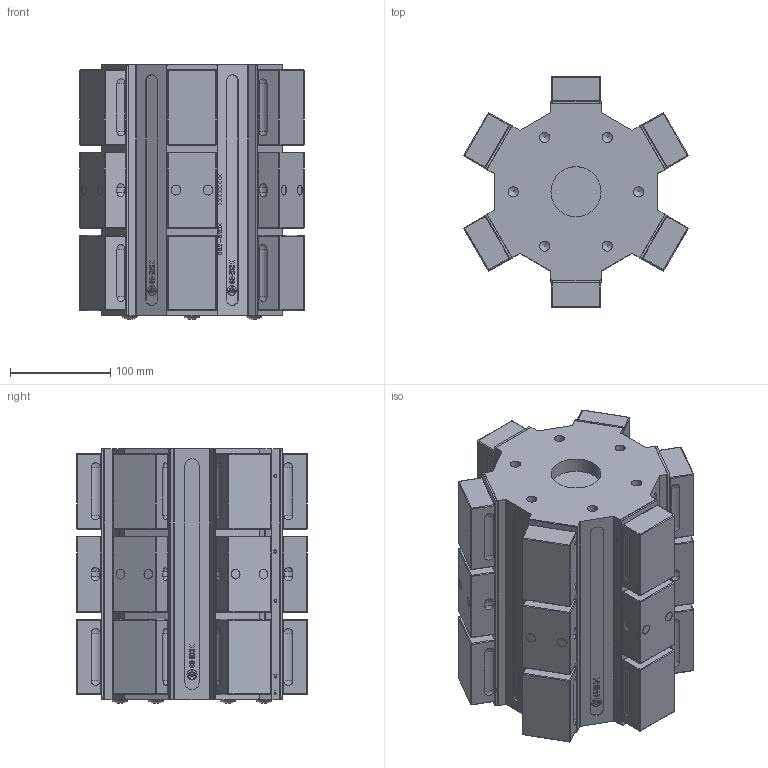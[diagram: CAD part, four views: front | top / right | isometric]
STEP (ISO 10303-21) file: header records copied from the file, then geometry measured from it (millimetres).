
FILE_DESCRIPTION((''),'2;1');
FILE_NAME('082-6201.stp','2015-03-12T09:49:57',('Dayne Stauffer'),(''),'Autodesk Inventor 2013','Autodesk Inventor 2013','');
FILE_SCHEMA(('AUTOMOTIVE_DESIGN { 1 0 10303 214 1 1 1 1 }'));
Length unit declared in the file: millimetre
Products named in the file (6): 082-6201; 082-6211; 5CP0525-ST; 080-2505; 080-2553; 080-2511
Assembly tree (16 placements, depth 3):
  082-6201
    082-6211
    5CP0525-ST  x6
    080-2505  x6
      080-2553
      080-2511
Bounding box: 223.3 x 230 x 254 mm (x, y, z)
Volume: 6692565.7 mm3; surface area: 717993.6 mm2
Topology: 25 solids, 25 shells, 2950 faces, 7274 edges, 4625 vertices
Faces by surface type: plane 1507, cylinder 638, bspline 516, sphere 222, torus 48, cone 19
Full cylindrical faces by diameter (mm): 5.2 x12, 9.14 x12, 9.65 x24, 10 x50, 10.106 x6, 12.7 x36, 14 x36, 20 x4, 50 x1, 60 x1
Entity records: 44665 total; most frequent: CARTESIAN_POINT 9747, ORIENTED_EDGE 7110, DIRECTION 6610, EDGE_CURVE 3555, VECTOR 2674, LINE 2674, VERTEX_POINT 2425, AXIS2_PLACEMENT_3D 1968
